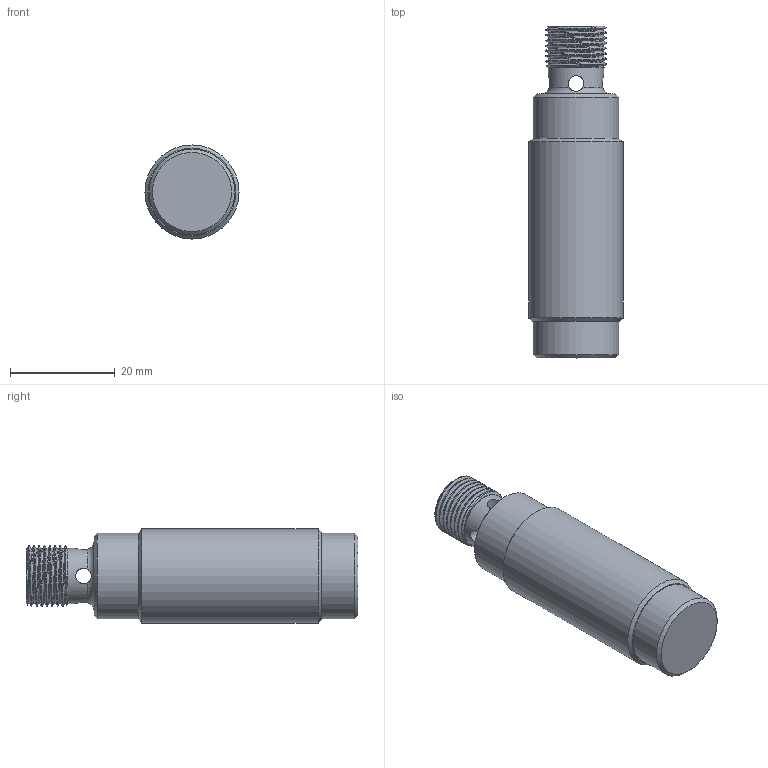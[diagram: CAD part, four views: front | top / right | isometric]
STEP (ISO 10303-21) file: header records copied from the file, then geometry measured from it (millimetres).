
FILE_DESCRIPTION (( 'STEP AP214' ), '1' );
FILE_NAME ('DW-AS-713-M18-002.STEP', '2018-04-13T19:46:01', ( '' ), ( '' ), 'SwSTEP 2.0', 'SolidWorks 2017', '' );
FILE_SCHEMA (( 'AUTOMOTIVE_DESIGN' ));
Length unit declared in the file: inch
Products named in the file (1): DW-AS-713-M18-002
Bounding box: 18 x 63.5 x 18 mm (x, y, z)
Volume: 12754 mm3; surface area: 4263.1 mm2
Topology: 1 solids, 1 shells, 40 faces, 118 edges, 73 vertices
Faces by surface type: cylinder 17, plane 8, cone 6, sphere 5, bspline 3, torus 1
Full cylindrical faces by diameter (mm): 1.008 x4, 3 x4, 8.499 x1, 10.551 x1, 16.401 x2, 18.001 x1
Entity records: 2868 total; most frequent: CARTESIAN_POINT 2067, DIRECTION 151, ORIENTED_EDGE 136, AXIS2_PLACEMENT_3D 71, EDGE_CURVE 68, EDGE_LOOP 67, FACE_OUTER_BOUND 54, VERTEX_POINT 51
